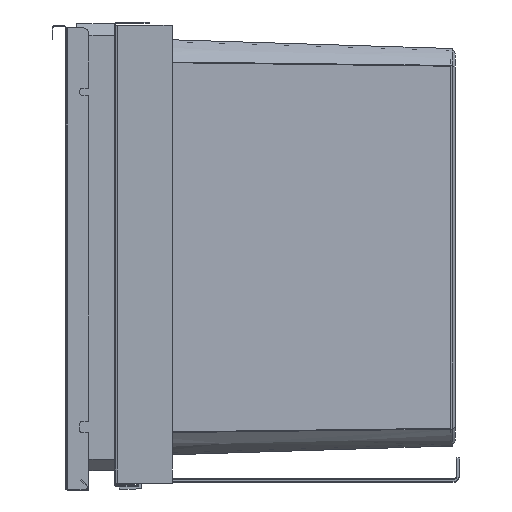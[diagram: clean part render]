
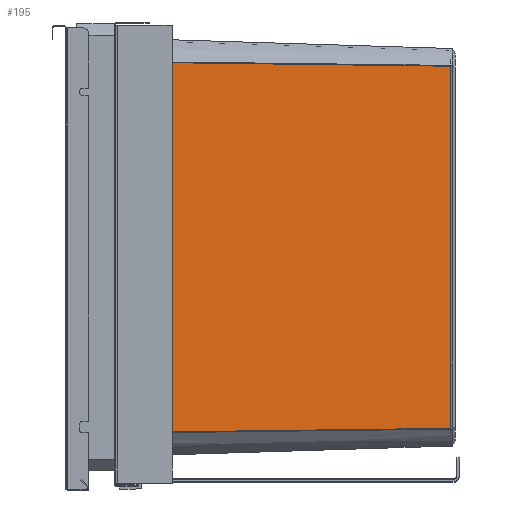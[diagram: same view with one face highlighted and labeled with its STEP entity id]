
A CAD part, left-side view. The second image highlights one B-rep face of the part: STEP entity #195.
In plain terms, the highlighted planar face has unit normal (-1, -0.031, 0).
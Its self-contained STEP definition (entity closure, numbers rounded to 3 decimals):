
#195=ADVANCED_FACE('7144',(#1005),#1006,.T.);
#1005=FACE_OUTER_BOUND('',#2650,.T.);
#1006=PLANE('',#2651);
#2650=EDGE_LOOP('',(#5014,#5015,#5016,#5017));
#2651=AXIS2_PLACEMENT_3D('',#5018,#5019,#5020);
#5014=ORIENTED_EDGE('',*,*,#10743,.T.);
#5015=ORIENTED_EDGE('',*,*,#10744,.F.);
#5016=ORIENTED_EDGE('',*,*,#10745,.F.);
#5017=ORIENTED_EDGE('',*,*,#10732,.F.);
#5018=CARTESIAN_POINT('',(-330.499,-130.469,-193.5));
#5019=DIRECTION('',(-1.,-0.031,0.0));
#5020=DIRECTION('',(0.031,-1.,0.0));
#10732=EDGE_CURVE('44420',#12653,#12655,#12656,.T.);
#10743=EDGE_CURVE('44454',#12653,#12672,#12674,.T.);
#10744=EDGE_CURVE('7267',#12489,#12672,#12675,.T.);
#10745=EDGE_CURVE('44455',#12655,#12489,#12676,.T.);
#12489=VERTEX_POINT('',#15456);
#12653=VERTEX_POINT('',#15873);
#12655=VERTEX_POINT('',#15885);
#12656=LINE('',#15886,#15887);
#12672=VERTEX_POINT('',#15947);
#12674=B_SPLINE_CURVE_WITH_KNOTS('',3,(#15949,#15950,#15951,#15952,#15953,#15954),.UNSPECIFIED.,.F.,.F.,(4,1,1,4),(0.0,0.333,0.667,1.),.UNSPECIFIED.);
#12675=LINE('',#15955,#15956);
#12676=B_SPLINE_CURVE_WITH_KNOTS('',3,(#15957,#15958,#15959,#15960,#15961,#15962),.UNSPECIFIED.,.F.,.F.,(4,1,1,4),(0.0,0.333,0.667,1.0),.UNSPECIFIED.);
#15456=CARTESIAN_POINT('',(-325.516,-290.329,-37.282));
#15873=CARTESIAN_POINT('',(-334.566,0.0,-353.257));
#15885=CARTESIAN_POINT('',(-334.566,0.0,-33.742));
#15886=CARTESIAN_POINT('',(-334.566,0.0,-353.257));
#15887=VECTOR('',#20848,319.515);
#15947=CARTESIAN_POINT('',(-325.516,-290.328,-349.718));
#15949=CARTESIAN_POINT('',(-334.566,0.0,-353.257));
#15950=CARTESIAN_POINT('',(-333.51,-33.871,-352.841));
#15951=CARTESIAN_POINT('',(-331.432,-100.539,-352.024));
#15952=CARTESIAN_POINT('',(-328.413,-197.409,-350.843));
#15953=CARTESIAN_POINT('',(-326.47,-259.723,-350.087));
#15954=CARTESIAN_POINT('',(-325.516,-290.328,-349.718));
#15955=CARTESIAN_POINT('',(-325.516,-290.329,-37.282));
#15956=VECTOR('',#20856,312.435);
#15957=CARTESIAN_POINT('',(-334.566,0.0,-33.742));
#15958=CARTESIAN_POINT('',(-333.511,-33.871,-34.158));
#15959=CARTESIAN_POINT('',(-331.432,-100.538,-34.975));
#15960=CARTESIAN_POINT('',(-328.413,-197.409,-36.157));
#15961=CARTESIAN_POINT('',(-326.47,-259.723,-36.913));
#15962=CARTESIAN_POINT('',(-325.516,-290.329,-37.282));
#20848=DIRECTION('',(0.0,0.0,1.0));
#20856=DIRECTION('',(0.,0.,-1.0));
